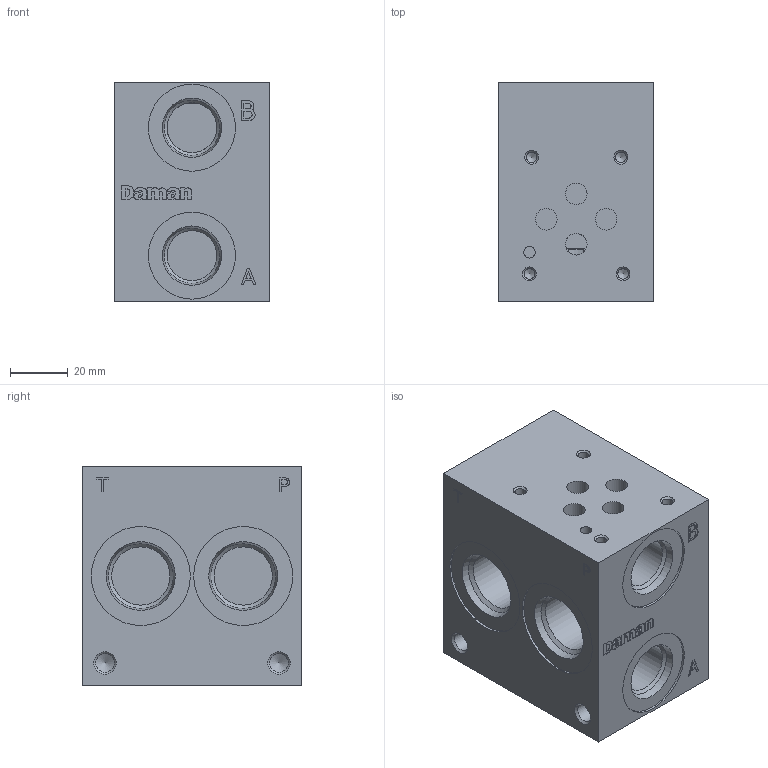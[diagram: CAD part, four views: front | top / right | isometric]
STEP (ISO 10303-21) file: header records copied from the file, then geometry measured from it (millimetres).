
FILE_DESCRIPTION( ( 'STEP AP214' ), ' ' );
FILE_NAME( 'AD03P012S.stp', '2018-04-23T17:43:43', ( '' ), ( '' ), ' ', 'PARTsolutions', ' ' );
FILE_SCHEMA( ( 'AUTOMOTIVE_DESIGN { 1 0 10303 214 1 1 1 1 }' ) );
Length unit declared in the file: inch
Products named in the file (1): _AD03P012S
Bounding box: 53.98 x 76.2 x 76.2 mm (x, y, z)
Volume: 269721.7 mm3; surface area: 37891.9 mm2
Topology: 1 solids, 1 shells, 255 faces, 631 edges, 412 vertices
Faces by surface type: plane 160, cylinder 67, cone 28
Full cylindrical faces by diameter (mm): 3.68 x4, 4.013 x1, 6.411 x4, 7.493 x4, 17.33 x2, 20.262 x4, 30.251 x2, 34.417 x4
Entity records: 9245 total; most frequent: CARTESIAN_POINT 1247, DIRECTION 1231, ORIENTED_EDGE 1132, EDGE_CURVE 566, LINE 411, VECTOR 411, AXIS2_PLACEMENT_3D 410, VERTEX_POINT 408
